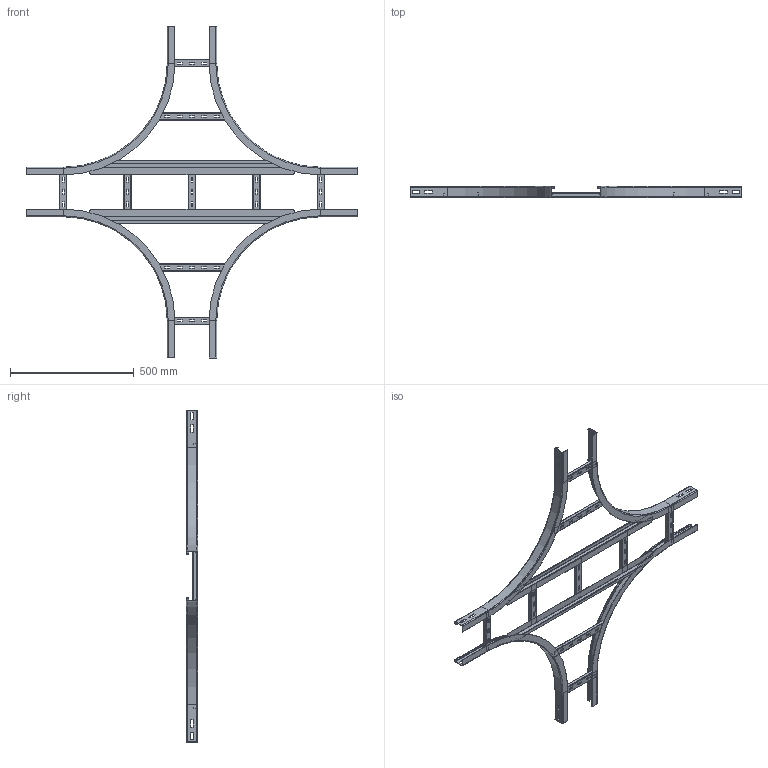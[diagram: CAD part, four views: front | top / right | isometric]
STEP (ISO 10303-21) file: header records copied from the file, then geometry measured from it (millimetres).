
FILE_DESCRIPTION(/* description */ (''),/* implementation_level */ '2;1');
FILE_NAME(/* name */ 'CZDC200H45.stp',/* time_stamp */ '2020-05-19T09:51:03+02:00',/* author */ ('NB06DT_User'),/* organization */ (''),/* preprocessor_version */ 'ST-DEVELOPER v18.1',/* originating_system */ 'Autodesk Inventor 2021',/* authorisation */ '');
FILE_SCHEMA (('AUTOMOTIVE_DESIGN { 1 0 10303 214 3 1 1 }'));
Length unit declared in the file: millimetre
Products named in the file (5): CZDC200H45; LDC...H45N wewnętrzny; szczebel 30x15x290; szczebel 30x15x190; szczebel trójnika drabinki 200
Assembly tree (15 placements, depth 2):
  CZDC200H45
    LDC...H45N wewnętrzny  x4
    szczebel 30x15x190  x7
    szczebel 30x15x290  x2
    szczebel trójnika drabinki 200  x2
Bounding box: 1340 x 45 x 1340 mm (x, y, z)
Volume: 993194.4 mm3; surface area: 1233741.3 mm2
Topology: 15 solids, 15 shells, 846 faces, 1936 edges, 1120 vertices
Faces by surface type: plane 646, cylinder 168, torus 24, bspline 8
Full cylindrical faces by diameter (mm): 3 x8
Entity records: 6615 total; most frequent: CARTESIAN_POINT 1196, DIRECTION 1094, ORIENTED_EDGE 1044, EDGE_CURVE 522, LINE 418, VECTOR 418, AXIS2_PLACEMENT_3D 338, VERTEX_POINT 304
